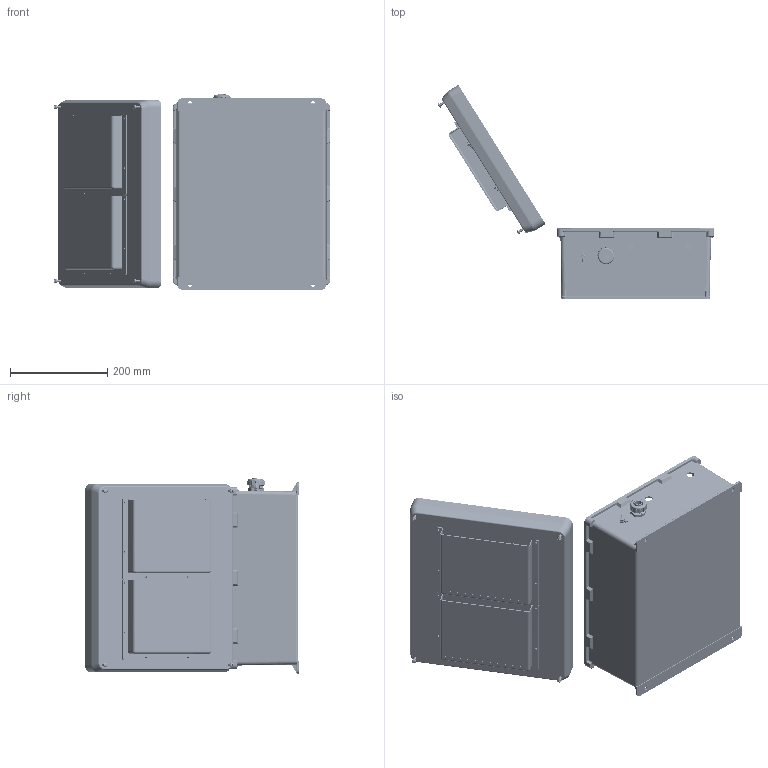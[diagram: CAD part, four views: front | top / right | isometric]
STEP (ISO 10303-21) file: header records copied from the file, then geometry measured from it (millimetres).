
FILE_DESCRIPTION (( 'STEP AP214' ), '1' );
FILE_NAME ('NBC141206-10V.STEP', '2018-02-22T14:37:10', ( '' ), ( '' ), 'SwSTEP 2.0', 'SolidWorks 2017', '' );
FILE_SCHEMA (( 'AUTOMOTIVE_DESIGN' ));
Length unit declared in the file: inch
Products named in the file (29): XFN-0003; XFN-0002; XCT-0005; XFS-0066_90272A147; XFS-0026; XFN-0022; XC-0003; X-ASSY-HYP285-1; NBC141206-Lid-Vented; XERZ-V20D241; NB141207-Box; X-PCB-HYP285; NBC_LidScrew; NBC141206-10V; NEMA GroundWire-2; XMH-0007; XF797-02; XFS-0017; 10-32 NEMA PLATE SCREW; XMH-0010; XFN-0013; XCTB-0002; XCT-0011; XCT-0010; XFS-0023_92470A148; XF451-01; Fan Screen-120x120 ALUM; XFW-0002; XM220-01-UL
Assembly tree (68 placements, depth 3):
  NBC141206-10V
    NB141207-Box
    NBC141206-Lid-Vented
    XC-0003
    XFS-0026
    XCT-0005
    XFN-0003  x2
    XFW-0002  x5
    XF451-01
    XCT-0010
    XCT-0011
    XCTB-0002
    XFN-0013  x2
    XMH-0010  x2
    10-32 NEMA PLATE SCREW  x4
    XFS-0017  x5
    XF797-02
    XMH-0007  x4
    NEMA GroundWire-2
    NBC_LidScrew  x4
    X-ASSY-HYP285-1
      X-PCB-HYP285
      XERZ-V20D241  x3
    XFN-0022  x2
    XFS-0066_90272A147  x2
    XFN-0002  x8
    XM220-01-UL  x2
    Fan Screen-120x120 ALUM  x2
    XFS-0023_92470A148  x8
Bounding box: 569.84 x 441.44 x 402.37 mm (x, y, z)
Volume: 2360780.5 mm3; surface area: 1490214.4 mm2
Topology: 67 solids, 68 shells, 5155 faces, 13691 edges, 8708 vertices
Faces by surface type: cylinder 1920, plane 1816, cone 741, bspline 365, torus 245, sphere 68
Full cylindrical faces by diameter (mm): 0.269 x546, 1.27 x6, 1.397 x6, 1.778 x6, 2.705 x40, 3.378 x20, 3.411 x4, 3.429 x2, 3.556 x9, 3.607 x1, 3.683 x2, 3.81 x2, 3.886 x8, 3.934 x1, 3.962 x2, 4.064 x2, 4.177 x4, 4.216 x4, 4.47 x2, 4.496 x16, 4.572 x10, 5.004 x1, 5.182 x1, 5.436 x8, 5.588 x2, 5.639 x1, 5.7 x2, 6.35 x6, 6.5 x4, 6.655 x5
Entity records: 118173 total; most frequent: CARTESIAN_POINT 38105, DIRECTION 13154, ORIENTED_EDGE 13144, EDGE_CURVE 6572, AXIS2_PLACEMENT_3D 5107, VERTEX_POINT 4553, EDGE_LOOP 4531, FACE_OUTER_BOUND 3395
